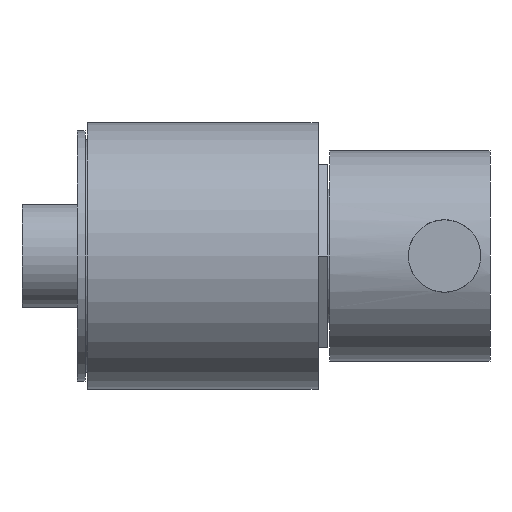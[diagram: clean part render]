
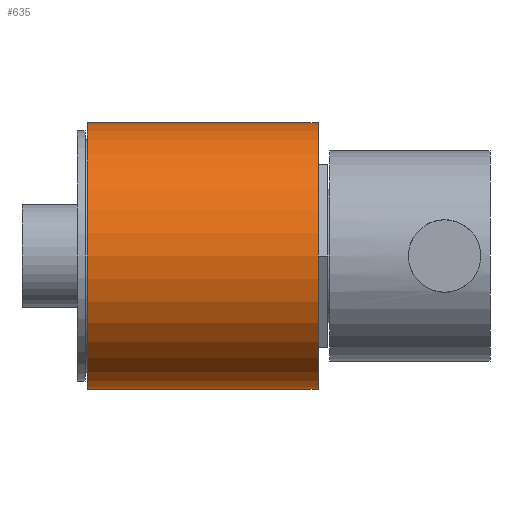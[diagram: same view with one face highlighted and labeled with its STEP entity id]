
A CAD part, left-side view. The second image highlights one B-rep face of the part: STEP entity #635.
In plain terms, the highlighted cylindrical face has radius 25.4 mm (diameter 50.8 mm), a partial arc.
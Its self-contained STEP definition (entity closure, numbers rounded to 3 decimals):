
#14 = VERTEX_POINT ( 'NONE', #683 ) ;
#37 = CARTESIAN_POINT ( 'NONE',  ( 0., 53.32, -25.4 ) ) ;
#55 = CARTESIAN_POINT ( 'NONE',  ( 0., 53.32, 0. ) ) ;
#76 = AXIS2_PLACEMENT_3D ( 'NONE', #160, #905, #405 ) ;
#79 = CARTESIAN_POINT ( 'NONE',  ( 0., 9.4, -25.4 ) ) ;
#104 = AXIS2_PLACEMENT_3D ( 'NONE', #55, #808, #930 ) ;
#139 = LINE ( 'NONE', #629, #1583 ) ;
#160 = CARTESIAN_POINT ( 'NONE',  ( 0., 9.4, 0. ) ) ;
#162 = LINE ( 'NONE', #37, #787 ) ;
#192 = ORIENTED_EDGE ( 'NONE', *, *, #344, .F. ) ;
#239 = CIRCLE ( 'NONE', #1523, 25.4 ) ;
#242 = CARTESIAN_POINT ( 'NONE',  ( 0., 9.4, 25.4 ) ) ;
#247 = ORIENTED_EDGE ( 'NONE', *, *, #1504, .T. ) ;
#308 = CARTESIAN_POINT ( 'NONE',  ( 0., 53.32, 0. ) ) ;
#344 = EDGE_CURVE ( 'NONE', #14, #1205, #139, .T. ) ;
#384 = EDGE_CURVE ( 'NONE', #1075, #1205, #1499, .T. ) ;
#405 = DIRECTION ( 'NONE',  ( 0., 0., 1. ) ) ;
#436 = CARTESIAN_POINT ( 'NONE',  ( 0., 53.32, -25.4 ) ) ;
#575 = CYLINDRICAL_SURFACE ( 'NONE', #104, 25.4 ) ;
#629 = CARTESIAN_POINT ( 'NONE',  ( 0., 53.32, 25.4 ) ) ;
#635 = ADVANCED_FACE ( 'NONE', ( #1308 ), #575, .T. ) ;
#683 = CARTESIAN_POINT ( 'NONE',  ( 0., 53.32, 25.4 ) ) ;
#787 = VECTOR ( 'NONE', #1189, 1000. ) ;
#808 = DIRECTION ( 'NONE',  ( 0., -1., 0. ) ) ;
#905 = DIRECTION ( 'NONE',  ( 0., 1., 0. ) ) ;
#920 = DIRECTION ( 'NONE',  ( 0., 0., 1. ) ) ;
#930 = DIRECTION ( 'NONE',  ( 0., 0., -1. ) ) ;
#977 = ORIENTED_EDGE ( 'NONE', *, *, #384, .T. ) ;
#1004 = VERTEX_POINT ( 'NONE', #436 ) ;
#1029 = EDGE_CURVE ( 'NONE', #1004, #14, #239, .T. ) ;
#1075 = VERTEX_POINT ( 'NONE', #79 ) ;
#1189 = DIRECTION ( 'NONE',  ( 0., -1., 0. ) ) ;
#1205 = VERTEX_POINT ( 'NONE', #242 ) ;
#1238 = ORIENTED_EDGE ( 'NONE', *, *, #1029, .F. ) ;
#1290 = DIRECTION ( 'NONE',  ( 0., -1., 0. ) ) ;
#1308 = FACE_OUTER_BOUND ( 'NONE', #1566, .T. ) ;
#1451 = DIRECTION ( 'NONE',  ( 0., 1., 0. ) ) ;
#1499 = CIRCLE ( 'NONE', #76, 25.4 ) ;
#1504 = EDGE_CURVE ( 'NONE', #1004, #1075, #162, .T. ) ;
#1523 = AXIS2_PLACEMENT_3D ( 'NONE', #308, #1451, #920 ) ;
#1566 = EDGE_LOOP ( 'NONE', ( #192, #1238, #247, #977 ) ) ;
#1583 = VECTOR ( 'NONE', #1290, 1000. ) ;
